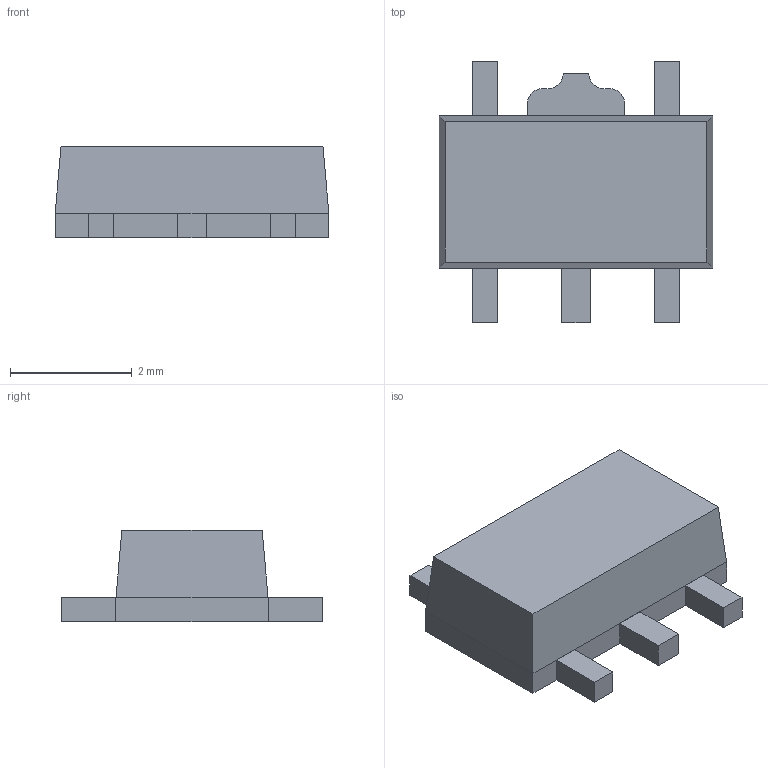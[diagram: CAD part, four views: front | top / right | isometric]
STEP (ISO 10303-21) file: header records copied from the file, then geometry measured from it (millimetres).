
FILE_DESCRIPTION(/* description */ (''),/* implementation_level */ '2;1');
FILE_NAME(/* name */ 'User Library-SOT89-5-1 v2.step',/* time_stamp */ '2022-03-15T13:36:16+09:00',/* author */ (''),/* organization */ (''),/* preprocessor_version */ 'ST-DEVELOPER v18.1',/* originating_system */ 'Autodesk Translation Framework v10.13.0.1454',/* authorisation */ '');
FILE_SCHEMA (('AUTOMOTIVE_DESIGN { 1 0 10303 214 3 1 1 }'));
Length unit declared in the file: millimetre
Products named in the file (1): User Library-SOT89-5-1
Bounding box: 4.5 x 4.3 x 1.5 mm (x, y, z)
Volume: 17.3 mm3; surface area: 54.3 mm2
Topology: 7 solids, 7 shells, 54 faces, 114 edges, 74 vertices
Faces by surface type: plane 50, cylinder 4
Entity records: 1460 total; most frequent: CARTESIAN_POINT 246, DIRECTION 231, ORIENTED_EDGE 228, EDGE_CURVE 114, LINE 105, VECTOR 105, VERTEX_POINT 74, AXIS2_PLACEMENT_3D 63
